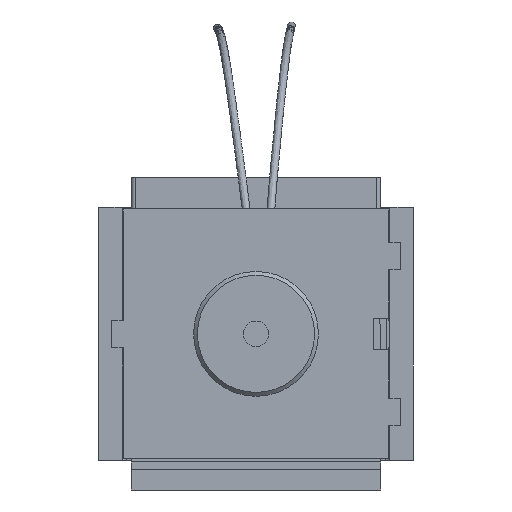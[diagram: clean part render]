
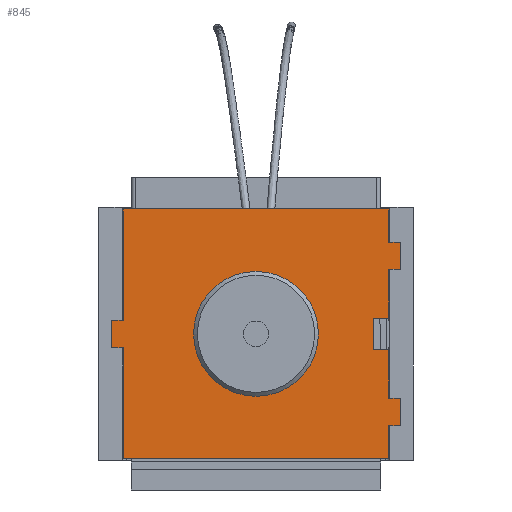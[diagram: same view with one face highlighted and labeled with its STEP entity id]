
A CAD part, front view. The second image highlights one B-rep face of the part: STEP entity #845.
In plain terms, the highlighted planar face has unit normal (0, -1, 0).
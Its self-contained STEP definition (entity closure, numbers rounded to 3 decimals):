
#845 = ADVANCED_FACE( '', ( #1745, #1746 ), #1747, .F. );
#1745 = FACE_BOUND( '', #2979, .T. );
#1746 = FACE_OUTER_BOUND( '', #2980, .T. );
#1747 = PLANE( '', #2981 );
#2979 = EDGE_LOOP( '', ( #5478 ) );
#2980 = EDGE_LOOP( '', ( #5479, #5480, #5481, #5482, #5483, #5484, #5485, #5486, #5487, #5488, #5489, #5490, #5491, #5492, #5493, #5494, #5495, #5496, #5497, #5498 ) );
#2981 = AXIS2_PLACEMENT_3D( '', #5499, #5500, #5501 );
#5478 = ORIENTED_EDGE( '', *, *, #5965, .T. );
#5479 = ORIENTED_EDGE( '', *, *, #6575, .T. );
#5480 = ORIENTED_EDGE( '', *, *, #6604, .F. );
#5481 = ORIENTED_EDGE( '', *, *, #6138, .T. );
#5482 = ORIENTED_EDGE( '', *, *, #6443, .T. );
#5483 = ORIENTED_EDGE( '', *, *, #6546, .F. );
#5484 = ORIENTED_EDGE( '', *, *, #6587, .T. );
#5485 = ORIENTED_EDGE( '', *, *, #6567, .T. );
#5486 = ORIENTED_EDGE( '', *, *, #6414, .F. );
#5487 = ORIENTED_EDGE( '', *, *, #5987, .T. );
#5488 = ORIENTED_EDGE( '', *, *, #6402, .T. );
#5489 = ORIENTED_EDGE( '', *, *, #6675, .F. );
#5490 = ORIENTED_EDGE( '', *, *, #6371, .T. );
#5491 = ORIENTED_EDGE( '', *, *, #6676, .T. );
#5492 = ORIENTED_EDGE( '', *, *, #5932, .T. );
#5493 = ORIENTED_EDGE( '', *, *, #6205, .T. );
#5494 = ORIENTED_EDGE( '', *, *, #5971, .T. );
#5495 = ORIENTED_EDGE( '', *, *, #6289, .T. );
#5496 = ORIENTED_EDGE( '', *, *, #6551, .T. );
#5497 = ORIENTED_EDGE( '', *, *, #6677, .F. );
#5498 = ORIENTED_EDGE( '', *, *, #6561, .T. );
#5499 = CARTESIAN_POINT( '', ( -18.5, -4., 16. ) );
#5500 = DIRECTION( '', ( 0., 1., 0. ) );
#5501 = DIRECTION( '', ( 0., 0., 1. ) );
#5932 = EDGE_CURVE( '', #6983, #6984, #6985, .T. );
#5965 = EDGE_CURVE( '', #7042, #7042, #7043, .T. );
#5971 = EDGE_CURVE( '', #7051, #7052, #7053, .T. );
#5987 = EDGE_CURVE( '', #7079, #7080, #7081, .T. );
#6138 = EDGE_CURVE( '', #7334, #7335, #7336, .T. );
#6205 = EDGE_CURVE( '', #6984, #7051, #7440, .T. );
#6289 = EDGE_CURVE( '', #7052, #7559, #7560, .T. );
#6371 = EDGE_CURVE( '', #7674, #7675, #7676, .T. );
#6402 = EDGE_CURVE( '', #7080, #7721, #7722, .T. );
#6414 = EDGE_CURVE( '', #7079, #7737, #7738, .T. );
#6443 = EDGE_CURVE( '', #7335, #7776, #7777, .T. );
#6546 = EDGE_CURVE( '', #7913, #7776, #7915, .T. );
#6551 = EDGE_CURVE( '', #7559, #7922, #7923, .T. );
#6561 = EDGE_CURVE( '', #7934, #7935, #7936, .T. );
#6567 = EDGE_CURVE( '', #7942, #7737, #7943, .T. );
#6575 = EDGE_CURVE( '', #7935, #7952, #7953, .T. );
#6587 = EDGE_CURVE( '', #7913, #7942, #7966, .T. );
#6604 = EDGE_CURVE( '', #7334, #7952, #7985, .T. );
#6675 = EDGE_CURVE( '', #7674, #7721, #8062, .T. );
#6676 = EDGE_CURVE( '', #7675, #6983, #8063, .T. );
#6677 = EDGE_CURVE( '', #7934, #7922, #8064, .T. );
#6983 = VERTEX_POINT( '', #8648 );
#6984 = VERTEX_POINT( '', #8649 );
#6985 = LINE( '', #8650, #8651 );
#7042 = VERTEX_POINT( '', #8750 );
#7043 = CIRCLE( '', #8751, 8. );
#7051 = VERTEX_POINT( '', #8762 );
#7052 = VERTEX_POINT( '', #8763 );
#7053 = LINE( '', #8764, #8765 );
#7079 = VERTEX_POINT( '', #8799 );
#7080 = VERTEX_POINT( '', #8800 );
#7081 = LINE( '', #8801, #8802 );
#7334 = VERTEX_POINT( '', #9282 );
#7335 = VERTEX_POINT( '', #9283 );
#7336 = LINE( '', #9284, #9285 );
#7440 = LINE( '', #9447, #9448 );
#7559 = VERTEX_POINT( '', #9673 );
#7560 = LINE( '', #9674, #9675 );
#7674 = VERTEX_POINT( '', #9915 );
#7675 = VERTEX_POINT( '', #9916 );
#7676 = LINE( '', #9917, #9918 );
#7721 = VERTEX_POINT( '', #9985 );
#7722 = LINE( '', #9986, #9987 );
#7737 = VERTEX_POINT( '', #10010 );
#7738 = LINE( '', #10011, #10012 );
#7776 = VERTEX_POINT( '', #10066 );
#7777 = LINE( '', #10067, #10068 );
#7913 = VERTEX_POINT( '', #10416 );
#7915 = LINE( '', #10419, #10420 );
#7922 = VERTEX_POINT( '', #10427 );
#7923 = LINE( '', #10428, #10429 );
#7934 = VERTEX_POINT( '', #10444 );
#7935 = VERTEX_POINT( '', #10445 );
#7936 = LINE( '', #10446, #10447 );
#7942 = VERTEX_POINT( '', #10455 );
#7943 = LINE( '', #10456, #10457 );
#7952 = VERTEX_POINT( '', #10483 );
#7953 = LINE( '', #10484, #10485 );
#7966 = LINE( '', #10513, #10514 );
#7985 = LINE( '', #10542, #10543 );
#8062 = LINE( '', #10688, #10689 );
#8063 = LINE( '', #10690, #10691 );
#8064 = LINE( '', #10692, #10693 );
#8648 = CARTESIAN_POINT( '', ( 17., -4., -2. ) );
#8649 = CARTESIAN_POINT( '', ( 15., -4., -2. ) );
#8650 = CARTESIAN_POINT( '', ( 15., -4., -2. ) );
#8651 = VECTOR( '', #10833, 1000. );
#8750 = CARTESIAN_POINT( '', ( 0., -4., 8. ) );
#8751 = AXIS2_PLACEMENT_3D( '', #10847, #10848, #10849 );
#8762 = CARTESIAN_POINT( '', ( 15., -4., 2. ) );
#8763 = CARTESIAN_POINT( '', ( 17., -4., 2. ) );
#8764 = CARTESIAN_POINT( '', ( 17., -4., 2. ) );
#8765 = VECTOR( '', #10852, 1000. );
#8799 = CARTESIAN_POINT( '', ( 17., -4., -16. ) );
#8800 = CARTESIAN_POINT( '', ( 17., -4., -11.75 ) );
#8801 = CARTESIAN_POINT( '', ( 17., -4., -11.75 ) );
#8802 = VECTOR( '', #10870, 1000. );
#9282 = CARTESIAN_POINT( '', ( -17., -4., 16. ) );
#9283 = CARTESIAN_POINT( '', ( -17., -4., 1.75 ) );
#9284 = CARTESIAN_POINT( '', ( -17., -4., 16. ) );
#9285 = VECTOR( '', #10967, 1000. );
#9447 = CARTESIAN_POINT( '', ( 15., -4., 2. ) );
#9448 = VECTOR( '', #11018, 1000. );
#9673 = CARTESIAN_POINT( '', ( 17., -4., 8.25 ) );
#9674 = CARTESIAN_POINT( '', ( 17., -4., 8.25 ) );
#9675 = VECTOR( '', #11071, 1000. );
#9915 = CARTESIAN_POINT( '', ( 18.5, -4., -8.25 ) );
#9916 = CARTESIAN_POINT( '', ( 17., -4., -8.25 ) );
#9917 = CARTESIAN_POINT( '', ( 17., -4., -8.25 ) );
#9918 = VECTOR( '', #11114, 1000. );
#9985 = CARTESIAN_POINT( '', ( 18.5, -4., -11.75 ) );
#9986 = CARTESIAN_POINT( '', ( 18.5, -4., -11.75 ) );
#9987 = VECTOR( '', #11126, 1000. );
#10010 = CARTESIAN_POINT( '', ( -17., -4., -16. ) );
#10011 = CARTESIAN_POINT( '', ( 18.5, -4., -16. ) );
#10012 = VECTOR( '', #11135, 1000. );
#10066 = CARTESIAN_POINT( '', ( -18.5, -4., 1.75 ) );
#10067 = CARTESIAN_POINT( '', ( -17., -4., 1.75 ) );
#10068 = VECTOR( '', #11154, 1000. );
#10416 = CARTESIAN_POINT( '', ( -18.5, -4., -1.75 ) );
#10419 = CARTESIAN_POINT( '', ( -18.5, -4., -16. ) );
#10420 = VECTOR( '', #11207, 1000. );
#10427 = CARTESIAN_POINT( '', ( 18.5, -4., 8.25 ) );
#10428 = CARTESIAN_POINT( '', ( 18.5, -4., 8.25 ) );
#10429 = VECTOR( '', #11214, 1000. );
#10444 = CARTESIAN_POINT( '', ( 18.5, -4., 11.75 ) );
#10445 = CARTESIAN_POINT( '', ( 17., -4., 11.75 ) );
#10446 = CARTESIAN_POINT( '', ( 17., -4., 11.75 ) );
#10447 = VECTOR( '', #11222, 1000. );
#10455 = CARTESIAN_POINT( '', ( -17., -4., -1.75 ) );
#10456 = CARTESIAN_POINT( '', ( -17., -4., -1.75 ) );
#10457 = VECTOR( '', #11225, 1000. );
#10483 = CARTESIAN_POINT( '', ( 17., -4., 16. ) );
#10484 = CARTESIAN_POINT( '', ( 17., -4., 16. ) );
#10485 = VECTOR( '', #11227, 1000. );
#10513 = CARTESIAN_POINT( '', ( -18.5, -4., -1.75 ) );
#10514 = VECTOR( '', #11234, 1000. );
#10542 = CARTESIAN_POINT( '', ( -18.5, -4., 16. ) );
#10543 = VECTOR( '', #11238, 1000. );
#10688 = CARTESIAN_POINT( '', ( 18.5, -4., 16. ) );
#10689 = VECTOR( '', #11259, 1000. );
#10690 = CARTESIAN_POINT( '', ( 17., -4., -2. ) );
#10691 = VECTOR( '', #11260, 1000. );
#10692 = CARTESIAN_POINT( '', ( 18.5, -4., 16. ) );
#10693 = VECTOR( '', #11261, 1000. );
#10833 = DIRECTION( '', ( -1., 0., 0. ) );
#10847 = CARTESIAN_POINT( '', ( 0., -4., 0. ) );
#10848 = DIRECTION( '', ( 0., 1., 0. ) );
#10849 = DIRECTION( '', ( 0., 0., 1. ) );
#10852 = DIRECTION( '', ( 1., 0., 0. ) );
#10870 = DIRECTION( '', ( 0., 0., 1. ) );
#10967 = DIRECTION( '', ( 0., 0., -1. ) );
#11018 = DIRECTION( '', ( 0., 0., 1. ) );
#11071 = DIRECTION( '', ( 0., 0., 1. ) );
#11114 = DIRECTION( '', ( -1., 0., 0. ) );
#11126 = DIRECTION( '', ( 1., 0., 0. ) );
#11135 = DIRECTION( '', ( -1., 0., 0. ) );
#11154 = DIRECTION( '', ( -1., 0., 0. ) );
#11207 = DIRECTION( '', ( 0., 0., 1. ) );
#11214 = DIRECTION( '', ( 1., 0., 0. ) );
#11222 = DIRECTION( '', ( -1., 0., 0. ) );
#11225 = DIRECTION( '', ( 0., 0., -1. ) );
#11227 = DIRECTION( '', ( 0., 0., 1. ) );
#11234 = DIRECTION( '', ( 1., 0., 0. ) );
#11238 = DIRECTION( '', ( 1., 0., 0. ) );
#11259 = DIRECTION( '', ( 0., 0., -1. ) );
#11260 = DIRECTION( '', ( 0., 0., 1. ) );
#11261 = DIRECTION( '', ( 0., 0., -1. ) );
